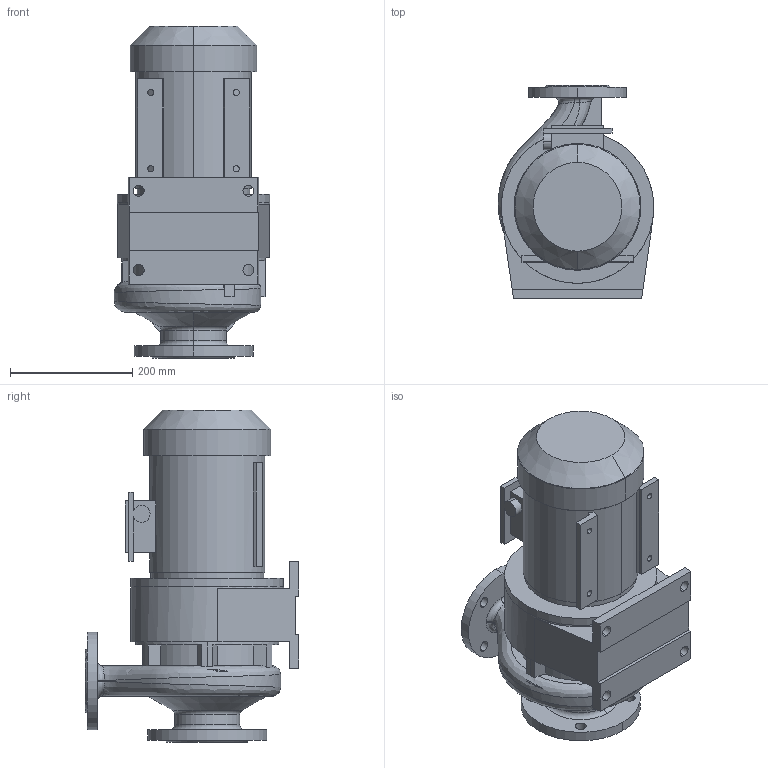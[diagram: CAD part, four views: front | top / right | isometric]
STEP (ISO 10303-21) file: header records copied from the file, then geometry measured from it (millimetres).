
FILE_DESCRIPTION (( 'STEP AP214' ), '1' );
FILE_NAME ('帎80-50-200 90L4.STEP', '2012-07-27T06:03:35', ( 'referent' ), ( '' ), 'SwSTEP 2.0', 'SolidWorks 2012', '' );
FILE_SCHEMA (( 'AUTOMOTIVE_DESIGN' ));
Length unit declared in the file: millimetre
Products named in the file (1): 帎80-50-200 90L4
Bounding box: 254.99 x 350 x 544 mm (x, y, z)
Volume: 19199662.8 mm3; surface area: 878358.4 mm2
Topology: 2 solids, 2 shells, 211 faces, 556 edges, 363 vertices
Faces by surface type: plane 95, cylinder 84, bspline 17, cone 10, torus 5
Entity records: 13085 total; most frequent: CARTESIAN_POINT 5480, ORIENTED_EDGE 1112, DIRECTION 1063, EDGE_CURVE 556, AXIS2_PLACEMENT_3D 396, VERTEX_POINT 363, VECTOR 271, LINE 271
